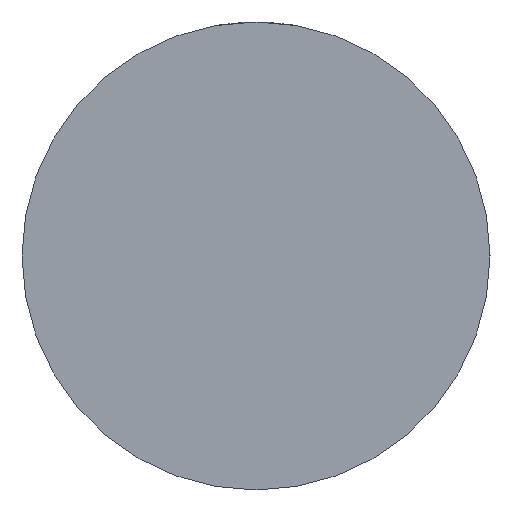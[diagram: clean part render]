
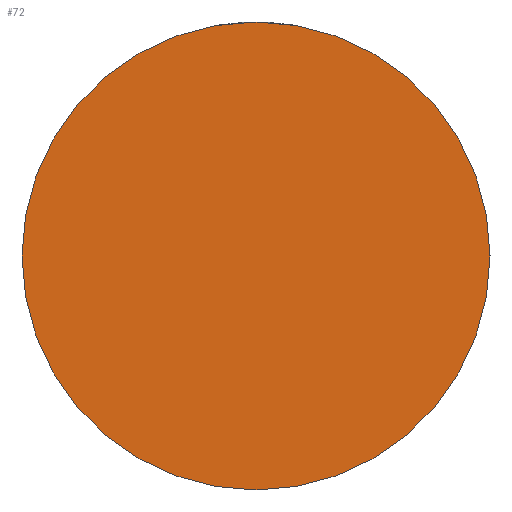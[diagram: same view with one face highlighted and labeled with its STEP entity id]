
A CAD part, left-side view. The second image highlights one B-rep face of the part: STEP entity #72.
In plain terms, the highlighted planar face has unit normal (-1, 0, 0).
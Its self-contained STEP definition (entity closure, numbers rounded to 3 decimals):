
#72 = ADVANCED_FACE( '', ( #150 ), #151, .F. );
#150 = FACE_OUTER_BOUND( '', #239, .T. );
#151 = PLANE( '', #240 );
#239 = EDGE_LOOP( '', ( #377 ) );
#240 = AXIS2_PLACEMENT_3D( '', #378, #379, #380 );
#377 = ORIENTED_EDGE( '', *, *, #517, .F. );
#378 = CARTESIAN_POINT( '', ( -1000., 0., 0. ) );
#379 = DIRECTION( '', ( 1., 0., 0. ) );
#380 = DIRECTION( '', ( 0., 0., -1. ) );
#517 = EDGE_CURVE( '', #613, #613, #614, .T. );
#613 = VERTEX_POINT( '', #741 );
#614 = CIRCLE( '', #742, 25. );
#741 = CARTESIAN_POINT( '', ( -1000., 0., -25. ) );
#742 = AXIS2_PLACEMENT_3D( '', #881, #882, #883 );
#881 = CARTESIAN_POINT( '', ( -1000., 0., 0. ) );
#882 = DIRECTION( '', ( 1., 0., 0. ) );
#883 = DIRECTION( '', ( 0., 0., -1. ) );
